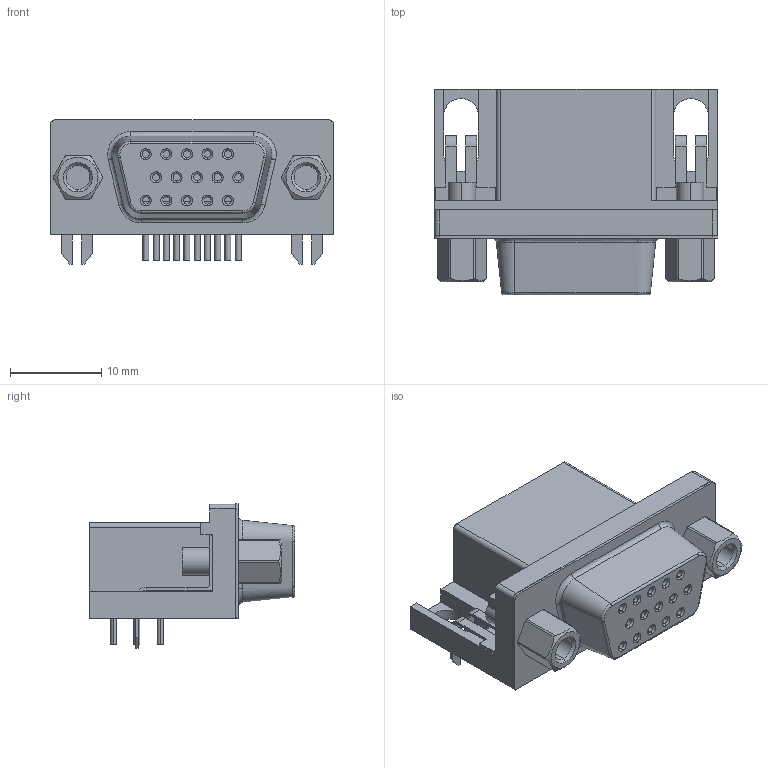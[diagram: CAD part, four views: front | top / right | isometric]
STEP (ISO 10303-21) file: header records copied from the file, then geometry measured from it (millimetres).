
FILE_DESCRIPTION(('FreeCAD Model'),'2;1');
FILE_NAME('Open CASCADE Shape Model','2024-06-09T13:31:21',(''),(''), 'Open CASCADE STEP processor 7.6','FreeCAD','Unknown');
FILE_SCHEMA(('AUTOMOTIVE_DESIGN { 1 0 10303 214 1 1 1 1 }'));
Length unit declared in the file: millimetre
Products named in the file (7): PCBModel; DSUB1; DSUB-TH_15P-P2.29-H-F_DDMRH15PFE006; COMPOUND003; COMPOUND; COMPOUND001; COMPOUND002
Assembly tree (6 placements, depth 5):
  PCBModel
    DSUB1
      DSUB-TH_15P-P2.29-H-F_DDMRH15PFE006
        COMPOUND003
          COMPOUND
          COMPOUND001
          COMPOUND002
Bounding box: 31.1 x 22.51 x 15.81 mm (x, y, z)
Volume: 4418 mm3; surface area: 4009.2 mm2
Topology: 3 solids, 3 shells, 655 faces, 1685 edges, 1088 vertices
Faces by surface type: plane 339, bspline 130, cylinder 118, torus 60, cone 8
Entity records: 24609 total; most frequent: CARTESIAN_POINT 6511, ORIENTED_EDGE 3370, DIRECTION 2831, EDGE_CURVE 1685, VERTEX_POINT 1088, LINE 1019, VECTOR 1019, AXIS2_PLACEMENT_3D 906
